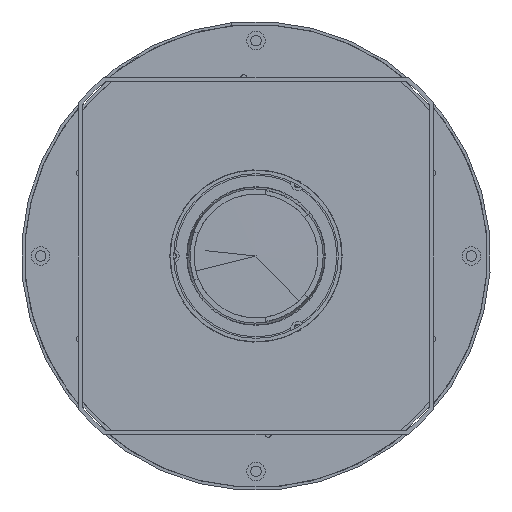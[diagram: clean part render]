
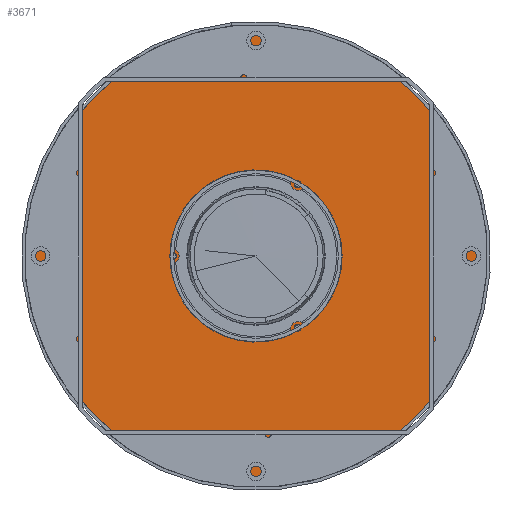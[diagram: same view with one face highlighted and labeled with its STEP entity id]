
A CAD part, front view. The second image highlights one B-rep face of the part: STEP entity #3671.
In plain terms, the highlighted face is planar.
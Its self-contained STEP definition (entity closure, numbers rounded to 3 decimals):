
#3282=CARTESIAN_POINT('',(0.,2.,0.));
#3283=DIRECTION('',(0.,1.,0.));
#3284=DIRECTION('',(0.,0.,-1.));
#3285=AXIS2_PLACEMENT_3D('',#3282,#3283,#3284);
#3300=CARTESIAN_POINT('',(0.,2.,0.));
#3301=DIRECTION('',(0.,1.,0.));
#3302=DIRECTION('',(0.997,0.,-0.08));
#3303=AXIS2_PLACEMENT_3D('',#3300,#3301,#3302);
#3305=DIRECTION('',(-0.5,0.,-0.866));
#3306=VECTOR('',#3305,2.998);
#3307=CARTESIAN_POINT('',(-22.513,2.,-47.994));
#3308=LINE('',#3307,#3306);
#3309=CARTESIAN_POINT('',(-27.5,2.,-47.631));
#3310=DIRECTION('',(0.,1.,0.));
#3311=DIRECTION('',(-0.561,0.,0.827));
#3312=AXIS2_PLACEMENT_3D('',#3309,#3310,#3311);
#3314=DIRECTION('',(0.5,0.,0.866));
#3315=VECTOR('',#3314,2.998);
#3316=CARTESIAN_POINT('',(-31.807,2.,-46.091));
#3317=LINE('',#3316,#3315);
#3318=CARTESIAN_POINT('',(0.,2.,0.));
#3319=DIRECTION('',(0.,1.,0.));
#3320=DIRECTION('',(-0.568,0.,-0.823));
#3321=AXIS2_PLACEMENT_3D('',#3318,#3319,#3320);
#3323=DIRECTION('',(-0.5,0.,0.866));
#3324=VECTOR('',#3323,2.998);
#3325=CARTESIAN_POINT('',(-30.307,2.,43.494));
#3326=LINE('',#3325,#3324);
#3327=CARTESIAN_POINT('',(-27.5,2.,47.631));
#3328=DIRECTION('',(0.,1.,0.));
#3329=DIRECTION('',(0.997,0.,0.073));
#3330=AXIS2_PLACEMENT_3D('',#3327,#3328,#3329);
#3332=DIRECTION('',(0.5,0.,-0.866));
#3333=VECTOR('',#3332,2.998);
#3334=CARTESIAN_POINT('',(-24.012,2.,50.591));
#3335=LINE('',#3334,#3333);
#3336=CARTESIAN_POINT('',(0.,2.,0.));
#3337=DIRECTION('',(0.,1.,0.));
#3338=DIRECTION('',(-0.429,0.,0.903));
#3339=AXIS2_PLACEMENT_3D('',#3336,#3337,#3338);
#3341=DIRECTION('',(1.,0.,0.));
#3342=VECTOR('',#3341,2.998);
#3343=CARTESIAN_POINT('',(52.821,2.,4.5));
#3344=LINE('',#3343,#3342);
#3345=CARTESIAN_POINT('',(55.,2.,0.));
#3346=DIRECTION('',(0.,1.,0.));
#3347=DIRECTION('',(-0.436,0.,-0.9));
#3348=AXIS2_PLACEMENT_3D('',#3345,#3346,#3347);
#3350=DIRECTION('',(-1.,0.,0.));
#3351=VECTOR('',#3350,2.998);
#3352=CARTESIAN_POINT('',(55.819,2.,-4.5));
#3353=LINE('',#3352,#3351);
#3354=CARTESIAN_POINT('',(-27.,2.,46.765));
#3355=DIRECTION('',(0.,1.,0.));
#3356=DIRECTION('',(-1.,0.,0.));
#3357=AXIS2_PLACEMENT_3D('',#3354,#3355,#3356);
#3359=CARTESIAN_POINT('',(-27.,2.,46.765));
#3360=DIRECTION('',(0.,1.,0.));
#3361=DIRECTION('',(1.,0.,0.));
#3362=AXIS2_PLACEMENT_3D('',#3359,#3360,#3361);
#3364=CARTESIAN_POINT('',(54.,2.,0.));
#3365=DIRECTION('',(0.,1.,0.));
#3366=DIRECTION('',(-1.,0.,0.));
#3367=AXIS2_PLACEMENT_3D('',#3364,#3365,#3366);
#3369=CARTESIAN_POINT('',(54.,2.,0.));
#3370=DIRECTION('',(0.,1.,0.));
#3371=DIRECTION('',(1.,0.,0.));
#3372=AXIS2_PLACEMENT_3D('',#3369,#3370,#3371);
#3374=CARTESIAN_POINT('',(-27.,2.,-46.765));
#3375=DIRECTION('',(0.,1.,0.));
#3376=DIRECTION('',(-1.,0.,0.));
#3377=AXIS2_PLACEMENT_3D('',#3374,#3375,#3376);
#3379=CARTESIAN_POINT('',(-27.,2.,-46.765));
#3380=DIRECTION('',(0.,1.,0.));
#3381=DIRECTION('',(1.,0.,0.));
#3382=AXIS2_PLACEMENT_3D('',#3379,#3380,#3381);
#3384=CARTESIAN_POINT('',(0.,2.,0.));
#3385=DIRECTION('',(0.,-1.,0.));
#3386=DIRECTION('',(0.,0.,-1.));
#3387=AXIS2_PLACEMENT_3D('',#3384,#3385,#3386);
#3467=CARTESIAN_POINT('',(0.,2.,-147.5));
#3469=VERTEX_POINT('',#3467);
#3471=CARTESIAN_POINT('',(0.,2.,147.5));
#3473=VERTEX_POINT('',#3471);
#3510=CARTESIAN_POINT('',(-29.25,2.,-46.765));
#3511=CARTESIAN_POINT('',(-24.75,2.,-46.765));
#3512=VERTEX_POINT('',#3510);
#3513=VERTEX_POINT('',#3511);
#3514=CARTESIAN_POINT('',(51.75,2.,0.));
#3515=CARTESIAN_POINT('',(56.25,2.,0.));
#3516=VERTEX_POINT('',#3514);
#3517=VERTEX_POINT('',#3515);
#3518=CARTESIAN_POINT('',(-29.25,2.,46.765));
#3519=CARTESIAN_POINT('',(-24.75,2.,46.765));
#3520=VERTEX_POINT('',#3518);
#3521=VERTEX_POINT('',#3519);
#3522=CARTESIAN_POINT('',(55.819,2.,-4.5));
#3523=CARTESIAN_POINT('',(-24.012,2.,-50.591));
#3524=VERTEX_POINT('',#3522);
#3525=VERTEX_POINT('',#3523);
#3526=CARTESIAN_POINT('',(52.821,2.,-4.5));
#3527=VERTEX_POINT('',#3526);
#3528=CARTESIAN_POINT('',(52.821,2.,4.5));
#3529=VERTEX_POINT('',#3528);
#3530=CARTESIAN_POINT('',(55.819,2.,4.5));
#3531=VERTEX_POINT('',#3530);
#3532=CARTESIAN_POINT('',(-24.012,2.,50.591));
#3533=VERTEX_POINT('',#3532);
#3534=CARTESIAN_POINT('',(-22.513,2.,47.994));
#3535=VERTEX_POINT('',#3534);
#3536=CARTESIAN_POINT('',(-30.307,2.,43.494));
#3537=VERTEX_POINT('',#3536);
#3538=CARTESIAN_POINT('',(-31.807,2.,46.091));
#3539=VERTEX_POINT('',#3538);
#3540=CARTESIAN_POINT('',(-31.807,2.,-46.091));
#3541=VERTEX_POINT('',#3540);
#3542=CARTESIAN_POINT('',(-30.307,2.,-43.494));
#3543=VERTEX_POINT('',#3542);
#3544=CARTESIAN_POINT('',(-22.513,2.,-47.994));
#3545=VERTEX_POINT('',#3544);
#3617=CARTESIAN_POINT('',(0.,2.,0.));
#3618=DIRECTION('',(0.,1.,0.));
#3619=DIRECTION('',(1.,0.,0.));
#3620=AXIS2_PLACEMENT_3D('',#3617,#3618,#3619);
#3621=PLANE('',#3620);
#3622=ORIENTED_EDGE('',*,*,#3607,.F.);
#3624=ORIENTED_EDGE('',*,*,#3623,.T.);
#3625=EDGE_LOOP('',(#3622,#3624));
#3626=FACE_OUTER_BOUND('',#3625,.F.);
#3628=ORIENTED_EDGE('',*,*,#3627,.T.);
#3630=ORIENTED_EDGE('',*,*,#3629,.F.);
#3632=ORIENTED_EDGE('',*,*,#3631,.F.);
#3634=ORIENTED_EDGE('',*,*,#3633,.F.);
#3636=ORIENTED_EDGE('',*,*,#3635,.T.);
#3638=ORIENTED_EDGE('',*,*,#3637,.F.);
#3640=ORIENTED_EDGE('',*,*,#3639,.F.);
#3642=ORIENTED_EDGE('',*,*,#3641,.F.);
#3644=ORIENTED_EDGE('',*,*,#3643,.T.);
#3646=ORIENTED_EDGE('',*,*,#3645,.F.);
#3648=ORIENTED_EDGE('',*,*,#3647,.F.);
#3650=ORIENTED_EDGE('',*,*,#3649,.F.);
#3651=EDGE_LOOP('',(#3628,#3630,#3632,#3634,#3636,#3638,#3640,#3642,#3644,#3646,
#3648,#3650));
#3652=FACE_BOUND('',#3651,.F.);
#3654=ORIENTED_EDGE('',*,*,#3653,.T.);
#3656=ORIENTED_EDGE('',*,*,#3655,.T.);
#3657=EDGE_LOOP('',(#3654,#3656));
#3658=FACE_BOUND('',#3657,.F.);
#3660=ORIENTED_EDGE('',*,*,#3659,.T.);
#3662=ORIENTED_EDGE('',*,*,#3661,.T.);
#3663=EDGE_LOOP('',(#3660,#3662));
#3664=FACE_BOUND('',#3663,.F.);
#3666=ORIENTED_EDGE('',*,*,#3665,.T.);
#3668=ORIENTED_EDGE('',*,*,#3667,.T.);
#3669=EDGE_LOOP('',(#3666,#3668));
#3670=FACE_BOUND('',#3669,.F.);
#3286=CIRCLE('',#3285,147.5);
#3304=CIRCLE('',#3303,56.);
#3313=CIRCLE('',#3312,5.);
#3322=CIRCLE('',#3321,56.);
#3331=CIRCLE('',#3330,5.);
#3340=CIRCLE('',#3339,56.);
#3349=CIRCLE('',#3348,5.);
#3358=CIRCLE('',#3357,2.25);
#3363=CIRCLE('',#3362,2.25);
#3368=CIRCLE('',#3367,2.25);
#3373=CIRCLE('',#3372,2.25);
#3378=CIRCLE('',#3377,2.25);
#3383=CIRCLE('',#3382,2.25);
#3388=CIRCLE('',#3387,147.5);
#3607=EDGE_CURVE('',#3469,#3473,#3286,.T.);
#3623=EDGE_CURVE('',#3469,#3473,#3388,.T.);
#3627=EDGE_CURVE('',#3524,#3525,#3304,.T.);
#3629=EDGE_CURVE('',#3545,#3525,#3308,.T.);
#3631=EDGE_CURVE('',#3543,#3545,#3313,.T.);
#3633=EDGE_CURVE('',#3541,#3543,#3317,.T.);
#3635=EDGE_CURVE('',#3541,#3539,#3322,.T.);
#3637=EDGE_CURVE('',#3537,#3539,#3326,.T.);
#3639=EDGE_CURVE('',#3535,#3537,#3331,.T.);
#3641=EDGE_CURVE('',#3533,#3535,#3335,.T.);
#3643=EDGE_CURVE('',#3533,#3531,#3340,.T.);
#3645=EDGE_CURVE('',#3529,#3531,#3344,.T.);
#3647=EDGE_CURVE('',#3527,#3529,#3349,.T.);
#3649=EDGE_CURVE('',#3524,#3527,#3353,.T.);
#3653=EDGE_CURVE('',#3520,#3521,#3358,.T.);
#3655=EDGE_CURVE('',#3521,#3520,#3363,.T.);
#3659=EDGE_CURVE('',#3516,#3517,#3368,.T.);
#3661=EDGE_CURVE('',#3517,#3516,#3373,.T.);
#3665=EDGE_CURVE('',#3512,#3513,#3378,.T.);
#3667=EDGE_CURVE('',#3513,#3512,#3383,.T.);
#3671=ADVANCED_FACE('',(#3626,#3652,#3658,#3664,#3670),#3621,.T.);
